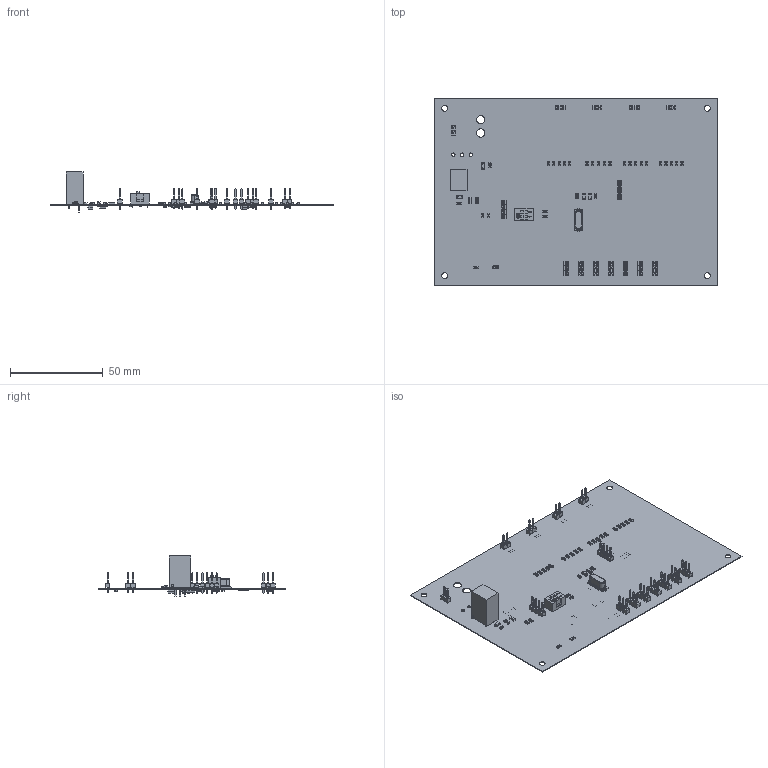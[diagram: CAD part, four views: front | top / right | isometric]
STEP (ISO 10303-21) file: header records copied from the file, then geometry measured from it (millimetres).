
FILE_DESCRIPTION(('Open CASCADE Model'),'2;1');
FILE_NAME('Open CASCADE Shape Model','2022-12-28T23:24:27',('Author'),( 'Open CASCADE'),'Open CASCADE STEP processor 6.8','Open CASCADE 6.8' ,'Unknown');
FILE_SCHEMA(('AUTOMOTIVE_DESIGN { 1 0 10303 214 1 1 1 1 }'));
Length unit declared in the file: millimetre
Products named in the file (86): PCB; Board; Open CASCADE STEP translator 6.8 1.1.1; C17; SW3dPS-1206_SMD_Capacitor; C16; C15; C14; C13; P14; Header3; P13; P12; P11; P10; P9; P8; Y1; User_Library-HC49_SMD; C12; C11; S2; dip2; R33; User_Library-0805(2012M)_Res; R32; R31; R30; R29; R28; R27; R26; R25; P7; Header4; P6; D6; SW3dPS-LED_SMD_SML010L_Red; D5; User_Library-DO-214AC_SMA ...
Assembly tree (146 placements, depth 4):
  PCB
    Board
      Open CASCADE STEP translator 6.8 1.1.1
    C17
      SW3dPS-1206_SMD_Capacitor
    C16
      SW3dPS-1206_SMD_Capacitor
    C15
      SW3dPS-1206_SMD_Capacitor
    C14
      SW3dPS-1206_SMD_Capacitor
    C13
      SW3dPS-1206_SMD_Capacitor
    P14
      Header3
    P13
      Header3
    P12
      Header3
    P11
      Header3
    P10
      Header3
    P9
      Header3
    P8
      Header3
    Y1
      User_Library-HC49_SMD
    C12
      SW3dPS-1206_SMD_Capacitor
    C11
      SW3dPS-1206_SMD_Capacitor
    S2
      dip2
    R33
      User_Library-0805(2012M)_Res
    R32
      User_Library-0805(2012M)_Res
    R31
      User_Library-0805(2012M)_Res
    R30
      User_Library-0805(2012M)_Res
    R29
      User_Library-0805(2012M)_Res
    R28
      User_Library-0805(2012M)_Res
    R27
      User_Library-0805(2012M)_Res
    R26
      User_Library-0805(2012M)_Res
    R25
      User_Library-0805(2012M)_Res
    P7
      Header4
    P6
      Header4
    D6
      SW3dPS-LED_SMD_SML010L_Red
    D5
Bounding box: 152.4 x 100.97 x 21.6 mm (x, y, z)
Volume: 9505.3 mm3; surface area: 35718.1 mm2
Topology: 163 solids, 163 shells, 7954 faces, 19698 edges, 12136 vertices
Faces by surface type: plane 4017, bspline 2601, cylinder 1155, sphere 137, torus 44
Full cylindrical faces by diameter (mm): 0.7 x4, 0.9 x21, 1 x18, 1.2 x3, 1.85 x3, 3.2 x4, 4.5 x2
Entity records: 50542 total; most frequent: CARTESIAN_POINT 14356, ORIENTED_EDGE 5964, DIRECTION 5543, EDGE_CURVE 2982, LINE 2211, VECTOR 2211, VERTEX_POINT 1904, AXIS2_PLACEMENT_3D 1666
